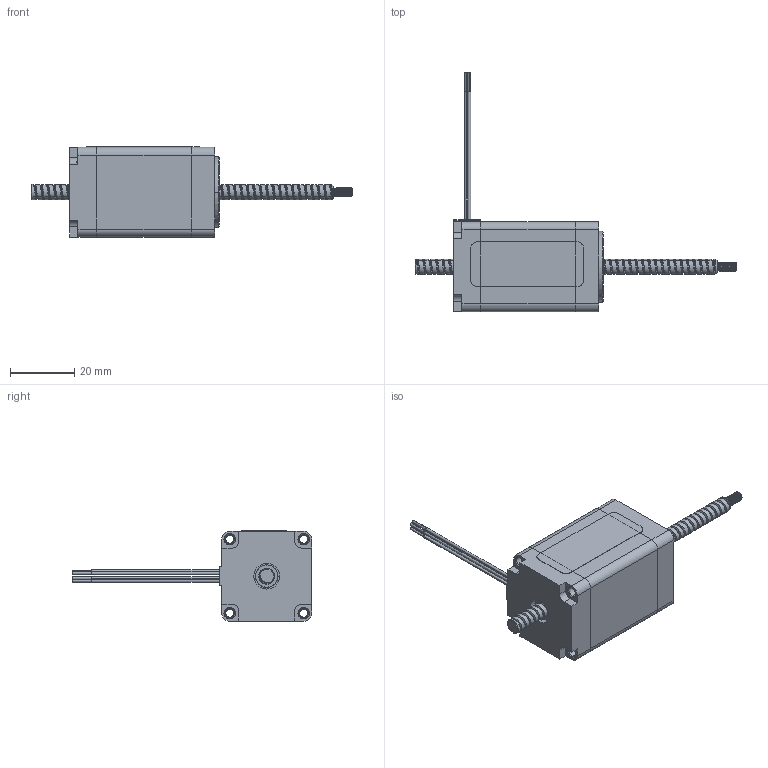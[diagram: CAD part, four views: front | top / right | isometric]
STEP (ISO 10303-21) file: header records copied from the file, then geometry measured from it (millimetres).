
FILE_DESCRIPTION (( 'STEP AP214' ), '1' );
FILE_NAME ('11N22-100.STEP', '2023-03-07T06:50:30', ( '' ), ( '' ), 'SwSTEP 2.0', 'SolidWorks 2022', '' );
FILE_SCHEMA (( 'AUTOMOTIVE_DESIGN' ));
Length unit declared in the file: millimetre
Products named in the file (22): 09-007-2（红白）.STP; 02-150-1.STP; 09-007-1（红）.STP; 07-036-3.STP; 4.77-150.STP; 07-009(687ZZ).STP; 09-007-3（绿）.STP; 转子总成.STP; 04-059-注塑螺母.STP; 04-006-1.STP; 01-161-2丝杆电机前盖.STP; 02-146-2（11H2045级进模定子磨削）.STP; 10-007.STP; 03-225-5(5.6转子磨削8）.STP; 06-007预紧.STP; 10-002(调整垫).STP; 28双厚标签.STP; 01-162-2引出线丝杆电机后盖.STP; 15-001-027(11H2034).STP; 11N22-100; 11N22-100.STP; 09-007-4（绿白）.STP
Assembly tree (26 placements, depth 4):
  11N22-100
    11N22-100.STP
      02-150-1.STP
        02-146-2（11H2045级进模定子磨削）.STP
        15-001-027(11H2034).STP
        09-007-1（红）.STP
        09-007-2（红白）.STP
        09-007-3（绿）.STP
        09-007-4（绿白）.STP
      转子总成.STP
        07-036-3.STP  x2
        03-225-5(5.6转子磨削8）.STP  x4
        10-007.STP
        04-059-注塑螺母.STP
      01-162-2引出线丝杆电机后盖.STP
      07-009(687ZZ).STP  x2
      10-002(调整垫).STP
      01-161-2丝杆电机前盖.STP
      06-007预紧.STP
      04-006-1.STP
      28双厚标签.STP
      4.77-150.STP
Bounding box: 100 x 74.5 x 28.1 mm (x, y, z)
Volume: 26013.9 mm3; surface area: 33437.5 mm2
Topology: 37 solids, 37 shells, 2029 faces, 5699 edges, 3769 vertices
Faces by surface type: cylinder 1188, plane 744, cone 59, bspline 38
Entity records: 56154 total; most frequent: CARTESIAN_POINT 21238, ORIENTED_EDGE 7102, DIRECTION 6775, EDGE_CURVE 3551, AXIS2_PLACEMENT_3D 2475, VERTEX_POINT 2337, VECTOR 1825, LINE 1825
